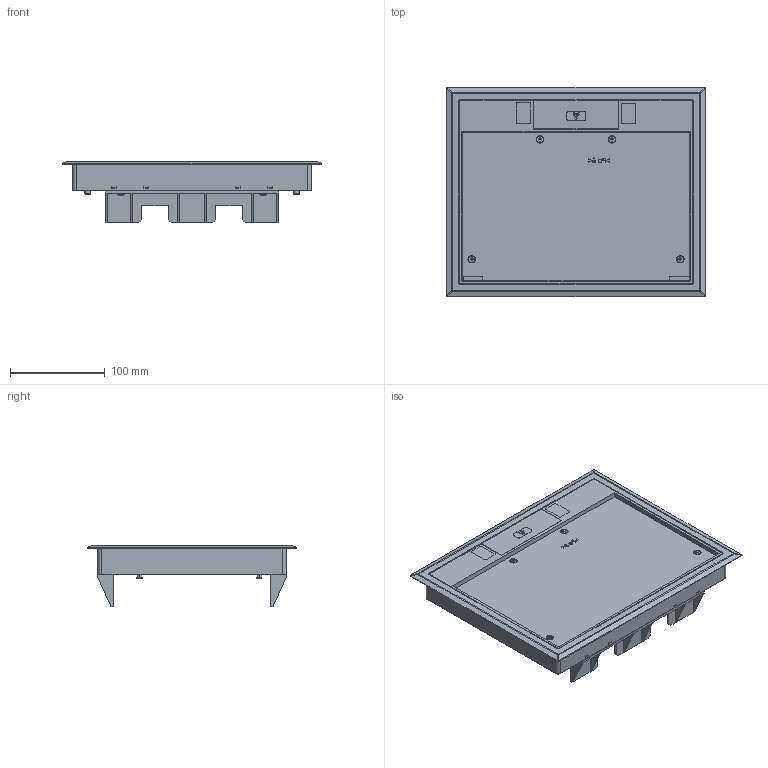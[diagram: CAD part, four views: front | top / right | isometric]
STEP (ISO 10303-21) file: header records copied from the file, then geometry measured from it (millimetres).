
FILE_DESCRIPTION (( 'STEP AP214' ), '1' );
FILE_NAME ('7405321_KSTP1.stp', '2016-05-03T13:02:19', ( '' ), ( '' ), 'SwSTEP 2.0', 'SolidWorks 2014', '' );
FILE_SCHEMA (( 'AUTOMOTIVE_DESIGN' ));
Length unit declared in the file: inch
Products named in the file (12): P_0000001501_1_Standard; 35104375_Standard; 35104336_Standard; 015625_Standard; 015784_Standard; 015920_Standard; 015865_Standard; 036142_Standard; 036143_Standard; 036140_Standard; 036139_Standard; 7405321_KSTP1
Assembly tree (19 placements, depth 2):
  7405321_KSTP1
    036139_Standard
    036140_Standard
    036143_Standard
    036142_Standard
    015865_Standard  x2
    015920_Standard
    015784_Standard  x2
    015625_Standard
    35104336_Standard  x4
    35104375_Standard  x4
    P_0000001501_1_Standard
Bounding box: 274 x 221 x 65 mm (x, y, z)
Volume: 580028.7 mm3; surface area: 370653 mm2
Topology: 42 solids, 49 shells, 1244 faces, 3046 edges, 1929 vertices
Faces by surface type: plane 796, cylinder 209, bspline 157, cone 82
Entity records: 46098 total; most frequent: CARTESIAN_POINT 11607, ORIENTED_EDGE 4612, DIRECTION 3984, EDGE_CURVE 2306, LINE 1618, VECTOR 1618, VERTEX_POINT 1470, AXIS2_PLACEMENT_3D 1183
